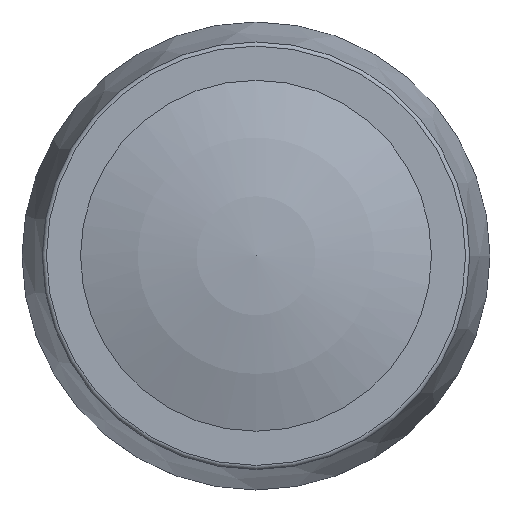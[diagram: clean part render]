
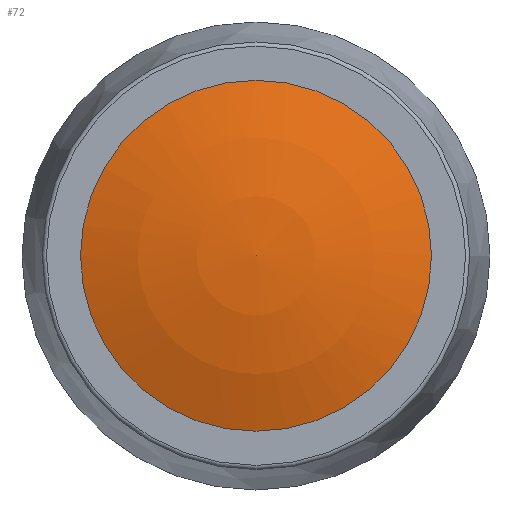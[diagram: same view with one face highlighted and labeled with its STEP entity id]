
A CAD part, top view. The second image highlights one B-rep face of the part: STEP entity #72.
In plain terms, the highlighted spherical face has radius 25 mm.
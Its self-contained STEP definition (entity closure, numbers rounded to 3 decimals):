
#72 = ADVANCED_FACE( '', ( #171 ), #172, .T. );
#171 = FACE_OUTER_BOUND( '', #310, .T. );
#172 = SPHERICAL_SURFACE( '', #311, 25. );
#310 = EDGE_LOOP( '', ( #461 ) );
#311 = AXIS2_PLACEMENT_3D( '', #462, #463, #464 );
#461 = ORIENTED_EDGE( '', *, *, #695, .T. );
#462 = CARTESIAN_POINT( '', ( 0., 0., -11. ) );
#463 = DIRECTION( '', ( 0., 0., 1. ) );
#464 = DIRECTION( '', ( 0., 1., 0. ) );
#695 = EDGE_CURVE( '', #794, #794, #795, .T. );
#794 = VERTEX_POINT( '', #927 );
#795 = CIRCLE( '', #928, 8.249 );
#927 = CARTESIAN_POINT( '', ( 8.249, 0., 12.6 ) );
#928 = AXIS2_PLACEMENT_3D( '', #1056, #1057, #1058 );
#1056 = CARTESIAN_POINT( '', ( 0., 0., 12.6 ) );
#1057 = DIRECTION( '', ( 0., 0., 1. ) );
#1058 = DIRECTION( '', ( 1., 0., 0. ) );
